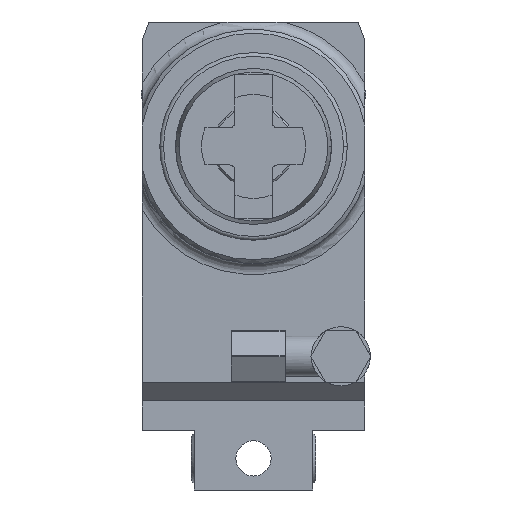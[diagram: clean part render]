
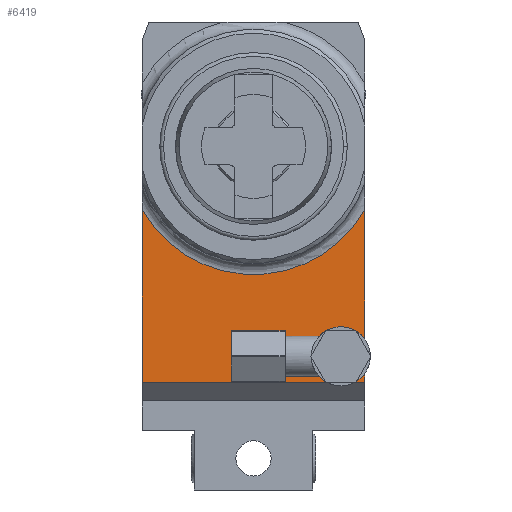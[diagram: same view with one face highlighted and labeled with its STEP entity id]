
A CAD part, left-side view. The second image highlights one B-rep face of the part: STEP entity #6419.
In plain terms, the highlighted planar face has unit normal (-1, 0, 0).
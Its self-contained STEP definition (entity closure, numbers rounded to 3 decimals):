
#64=DIRECTION('',(0.,0.,-1.));
#65=VECTOR('',#64,4.54);
#66=CARTESIAN_POINT('',(-65.5,-30.,-22.96));
#67=LINE('',#66,#65);
#72=DIRECTION('',(0.,0.,-1.));
#73=VECTOR('',#72,37.003);
#74=CARTESIAN_POINT('',(-65.5,-30.,18.963));
#75=LINE('',#74,#73);
#99=CARTESIAN_POINT('',(-65.5,-30.,18.963));
#413=CARTESIAN_POINT('',(-65.5,30.,18.963));
#438=DIRECTION('',(0.,0.,1.));
#439=VECTOR('',#438,46.463);
#440=CARTESIAN_POINT('',(-65.5,30.,-27.5));
#441=LINE('',#440,#439);
#682=CARTESIAN_POINT('',(-65.5,-23.5,-20.5));
#683=DIRECTION('',(-1.,0.,0.));
#684=DIRECTION('',(0.,0.,1.));
#685=AXIS2_PLACEMENT_3D('',#682,#683,#684);
#687=CARTESIAN_POINT('',(-65.5,-23.5,-20.5));
#688=DIRECTION('',(-1.,0.,0.));
#689=DIRECTION('',(0.,0.,-1.));
#690=AXIS2_PLACEMENT_3D('',#687,#688,#689);
#692=DIRECTION('',(0.,1.,0.));
#693=VECTOR('',#692,60.);
#694=CARTESIAN_POINT('',(-65.5,-30.,-27.5));
#695=LINE('',#694,#693);
#696=CARTESIAN_POINT('',(-65.5,-23.5,-20.5));
#697=DIRECTION('',(-1.,0.,0.));
#698=DIRECTION('',(0.,-0.935,0.354));
#699=AXIS2_PLACEMENT_3D('',#696,#697,#698);
#1427=CARTESIAN_POINT('',(-65.5,0.,36.));
#1428=DIRECTION('',(1.,0.,0.));
#1429=DIRECTION('',(0.,-0.87,-0.494));
#1430=AXIS2_PLACEMENT_3D('',#1427,#1428,#1429);
#5154=VERTEX_POINT('',#99);
#5155=VERTEX_POINT('',#413);
#5182=CARTESIAN_POINT('',(-65.5,30.,-27.5));
#5184=VERTEX_POINT('',#5182);
#5185=CARTESIAN_POINT('',(-65.5,-30.,-27.5));
#5186=VERTEX_POINT('',#5185);
#5429=CARTESIAN_POINT('',(-65.5,-30.,-18.04));
#5430=CARTESIAN_POINT('',(-65.5,-30.,-22.96));
#5431=VERTEX_POINT('',#5429);
#5432=VERTEX_POINT('',#5430);
#5437=CARTESIAN_POINT('',(-65.5,-23.5,-13.55));
#5438=CARTESIAN_POINT('',(-65.5,-23.5,-27.45));
#5439=VERTEX_POINT('',#5437);
#5440=VERTEX_POINT('',#5438);
#6400=CARTESIAN_POINT('',(-65.5,0.,36.));
#6401=DIRECTION('',(1.,0.,0.));
#6402=DIRECTION('',(0.,0.,-1.));
#6403=AXIS2_PLACEMENT_3D('',#6400,#6401,#6402);
#6404=PLANE('',#6403);
#6406=ORIENTED_EDGE('',*,*,#6405,.T.);
#6408=ORIENTED_EDGE('',*,*,#6407,.T.);
#6409=ORIENTED_EDGE('',*,*,#5892,.T.);
#6410=ORIENTED_EDGE('',*,*,#6393,.T.);
#6411=ORIENTED_EDGE('',*,*,#6101,.T.);
#6413=ORIENTED_EDGE('',*,*,#6412,.F.);
#6414=ORIENTED_EDGE('',*,*,#5896,.T.);
#6416=ORIENTED_EDGE('',*,*,#6415,.T.);
#6417=EDGE_LOOP('',(#6406,#6408,#6409,#6410,#6411,#6413,#6414,#6416));
#6418=FACE_OUTER_BOUND('',#6417,.F.);
#6419=ADVANCED_FACE('',(#6418),#6404,.F.);
#686=CIRCLE('',#685,6.95);
#691=CIRCLE('',#690,6.95);
#700=CIRCLE('',#699,6.95);
#1431=CIRCLE('',#1430,34.5);
#5892=EDGE_CURVE('',#5432,#5186,#67,.T.);
#5896=EDGE_CURVE('',#5154,#5431,#75,.T.);
#6101=EDGE_CURVE('',#5184,#5155,#441,.T.);
#6393=EDGE_CURVE('',#5186,#5184,#695,.T.);
#6405=EDGE_CURVE('',#5439,#5440,#686,.T.);
#6407=EDGE_CURVE('',#5440,#5432,#691,.T.);
#6412=EDGE_CURVE('',#5154,#5155,#1431,.T.);
#6415=EDGE_CURVE('',#5431,#5439,#700,.T.);
